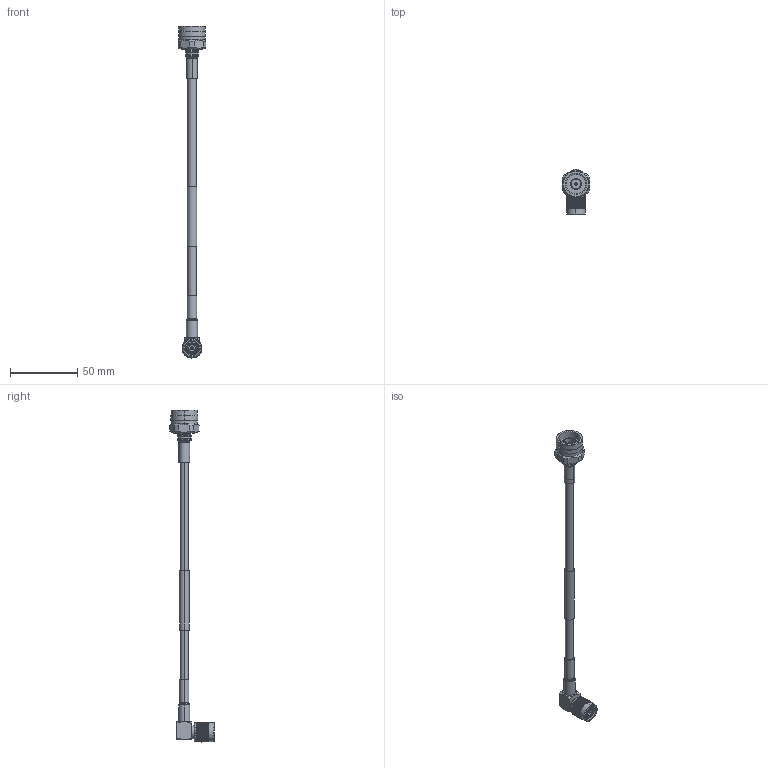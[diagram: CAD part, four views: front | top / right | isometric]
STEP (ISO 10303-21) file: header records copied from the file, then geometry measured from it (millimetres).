
FILE_DESCRIPTION (( 'STEP AP214' ), '1' );
FILE_NAME ('FMCA100234_3D.step', '2025-02-11T17:12:17', ( '' ), ( '' ), 'SwSTEP 2.0', 'SolidWorks 2022', '' );
FILE_SCHEMA (( 'AUTOMOTIVE_DESIGN' ));
Length unit declared in the file: inch
Products named in the file (9): Copy of TC-240-NMH-X_ferrule^TC-240-NMH-X_FMCA100234; Copy of TC-240-NMH-X_body^TC-240-NMH-X_FMCA100234; TC-240-NMH-X^FMCA100234; Label-240^FMCA100234; HeatShrink-240-DB^FMCA100234; Copy of TC-240-NMH-X_c-contact^TC-240-NMH-X_FMCA100234; LMR-240-UF^FMCA100234; PE44635^FMCA100234_with hs; FMCA100234_3D
Assembly tree (8 placements, depth 3):
  FMCA100234_3D
    LMR-240-UF^FMCA100234
    Label-240^FMCA100234
    TC-240-NMH-X^FMCA100234
      Copy of TC-240-NMH-X_body^TC-240-NMH-X_FMCA100234
      Copy of TC-240-NMH-X_c-contact^TC-240-NMH-X_FMCA100234
      Copy of TC-240-NMH-X_ferrule^TC-240-NMH-X_FMCA100234
    HeatShrink-240-DB^FMCA100234
    PE44635^FMCA100234_with hs
Bounding box: 20.54 x 33.49 x 247.33 mm (x, y, z)
Volume: 16462.3 mm3; surface area: 15813.4 mm2
Topology: 12 solids, 12 shells, 3068 faces, 6559 edges, 3529 vertices
Faces by surface type: bspline 2003, cylinder 694, plane 184, cone 153, torus 34
Entity records: 114499 total; most frequent: CARTESIAN_POINT 70361, ORIENTED_EDGE 13106, EDGE_CURVE 6553, DIRECTION 3989, VERTEX_POINT 3529, EDGE_LOOP 3098, ADVANCED_FACE 3068, FACE_OUTER_BOUND 3068
